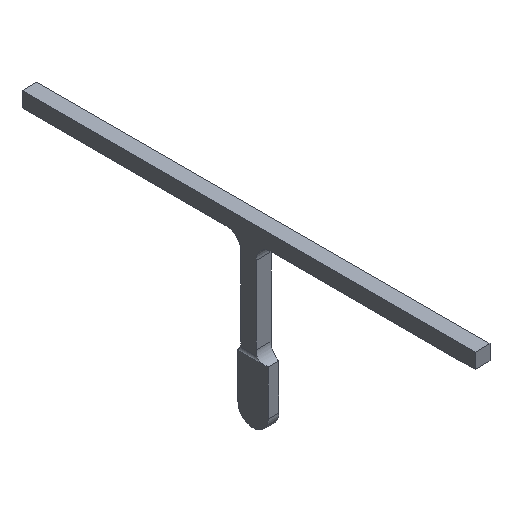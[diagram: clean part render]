
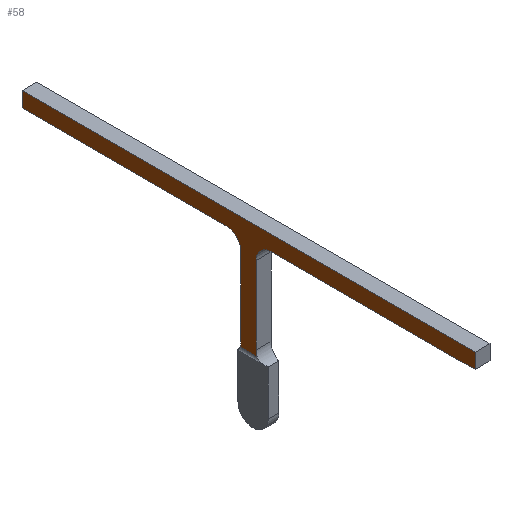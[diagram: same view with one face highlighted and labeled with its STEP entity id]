
A CAD part, isometric view. The second image highlights one B-rep face of the part: STEP entity #58.
In plain terms, the highlighted planar face has unit normal (-1, 0, 0).
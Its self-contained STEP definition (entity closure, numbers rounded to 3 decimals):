
#58=ADVANCED_FACE('',(#108),#110,.T.);
#108=FACE_BOUND('',#109,.T.);
#109=EDGE_LOOP('',(#237,#238,#239,#240,#241,#242,#243,#244,#245,#246,#247,#248));
#110=PLANE('',#111);
#111=AXIS2_PLACEMENT_3D('',#112,#113,#114);
#112=CARTESIAN_POINT('',(-4.95,-150.,-4.95));
#113=DIRECTION('',(-1.,0.,0.));
#114=DIRECTION('',(0.,0.,1.));
#237=ORIENTED_EDGE('',*,*,#333,.T.);
#238=ORIENTED_EDGE('',*,*,#322,.F.);
#239=ORIENTED_EDGE('',*,*,#334,.F.);
#240=ORIENTED_EDGE('',*,*,#335,.F.);
#241=ORIENTED_EDGE('',*,*,#336,.F.);
#242=ORIENTED_EDGE('',*,*,#337,.T.);
#243=ORIENTED_EDGE('',*,*,#338,.T.);
#244=ORIENTED_EDGE('',*,*,#339,.F.);
#245=ORIENTED_EDGE('',*,*,#340,.F.);
#246=ORIENTED_EDGE('',*,*,#341,.F.);
#247=ORIENTED_EDGE('',*,*,#342,.T.);
#248=ORIENTED_EDGE('',*,*,#314,.F.);
#314=EDGE_CURVE('',#363,#366,#367,.F.);
#322=EDGE_CURVE('',#380,#374,#382,.F.);
#333=EDGE_CURVE('',#363,#374,#399,.F.);
#334=EDGE_CURVE('',#400,#380,#401,.T.);
#335=EDGE_CURVE('',#402,#400,#403,.F.);
#336=EDGE_CURVE('',#404,#402,#405,.T.);
#337=EDGE_CURVE('',#404,#406,#407,.T.);
#338=EDGE_CURVE('',#406,#408,#409,.T.);
#339=EDGE_CURVE('',#410,#408,#411,.T.);
#340=EDGE_CURVE('',#412,#410,#413,.T.);
#341=EDGE_CURVE('',#414,#412,#415,.F.);
#342=EDGE_CURVE('',#414,#366,#416,.T.);
#363=VERTEX_POINT('',#445);
#366=VERTEX_POINT('',#489);
#367=CIRCLE('',#490,10.);
#374=VERTEX_POINT('',#507);
#380=VERTEX_POINT('',#559);
#382=CIRCLE('',#563,10.);
#399=LINE('',#605,#606);
#400=VERTEX_POINT('',#608);
#401=LINE('',#609,#610);
#402=VERTEX_POINT('',#612);
#403=CIRCLE('',#613,10.);
#404=VERTEX_POINT('',#617);
#405=LINE('',#618,#619);
#406=VERTEX_POINT('',#621);
#407=LINE('',#622,#623);
#408=VERTEX_POINT('',#625);
#409=LINE('',#626,#627);
#410=VERTEX_POINT('',#629);
#411=LINE('',#630,#631);
#412=VERTEX_POINT('',#633);
#413=LINE('',#634,#635);
#414=VERTEX_POINT('',#637);
#415=CIRCLE('',#638,10.);
#416=LINE('',#642,#643);
#445=CARTESIAN_POINT('',(-4.95,5.619,-69.754));
#489=CARTESIAN_POINT('',(-4.95,5.,-66.29));
#490=AXIS2_PLACEMENT_3D('',#491,#492,#493);
#491=CARTESIAN_POINT('',(-4.95,15.,-66.29));
#492=DIRECTION('',(1.,0.,0.));
#493=DIRECTION('',(0.,-1.,0.));
#507=CARTESIAN_POINT('',(-4.95,-5.619,-69.754));
#559=CARTESIAN_POINT('',(-4.95,-5.,-66.29));
#563=AXIS2_PLACEMENT_3D('',#564,#565,#566);
#564=CARTESIAN_POINT('',(-4.95,-15.,-66.29));
#565=DIRECTION('',(1.,0.,0.));
#566=DIRECTION('',(0.,0.938,-0.346));
#605=CARTESIAN_POINT('',(-4.95,-5.619,-69.754));
#606=VECTOR('',#607,1.);
#607=DIRECTION('',(0.,1.,0.));
#608=CARTESIAN_POINT('',(-4.95,-5.,-14.95));
#609=CARTESIAN_POINT('',(-4.95,-5.,-14.95));
#610=VECTOR('',#611,1.);
#611=DIRECTION('',(0.,0.,-1.));
#612=CARTESIAN_POINT('',(-4.95,-15.,-4.95));
#613=AXIS2_PLACEMENT_3D('',#614,#615,#616);
#614=CARTESIAN_POINT('',(-4.95,-15.,-14.95));
#615=DIRECTION('',(1.,0.,0.));
#616=DIRECTION('',(0.,1.,0.));
#617=CARTESIAN_POINT('',(-4.95,-150.,-4.95));
#618=CARTESIAN_POINT('',(-4.95,-150.,-4.95));
#619=VECTOR('',#620,1.);
#620=DIRECTION('',(0.,1.,0.));
#621=CARTESIAN_POINT('',(-4.95,-150.,4.95));
#622=CARTESIAN_POINT('',(-4.95,-150.,-4.95));
#623=VECTOR('',#624,1.);
#624=DIRECTION('',(0.,0.,1.));
#625=CARTESIAN_POINT('',(-4.95,150.,4.95));
#626=CARTESIAN_POINT('',(-4.95,-150.,4.95));
#627=VECTOR('',#628,1.);
#628=DIRECTION('',(0.,1.,0.));
#629=CARTESIAN_POINT('',(-4.95,150.,-4.95));
#630=CARTESIAN_POINT('',(-4.95,150.,-4.95));
#631=VECTOR('',#632,1.);
#632=DIRECTION('',(0.,0.,1.));
#633=CARTESIAN_POINT('',(-4.95,15.,-4.95));
#634=CARTESIAN_POINT('',(-4.95,15.,-4.95));
#635=VECTOR('',#636,1.);
#636=DIRECTION('',(0.,1.,0.));
#637=CARTESIAN_POINT('',(-4.95,5.,-14.95));
#638=AXIS2_PLACEMENT_3D('',#639,#640,#641);
#639=CARTESIAN_POINT('',(-4.95,15.,-14.95));
#640=DIRECTION('',(1.,0.,0.));
#641=DIRECTION('',(0.,0.,1.));
#642=CARTESIAN_POINT('',(-4.95,5.,-14.95));
#643=VECTOR('',#644,1.);
#644=DIRECTION('',(0.,0.,-1.));
